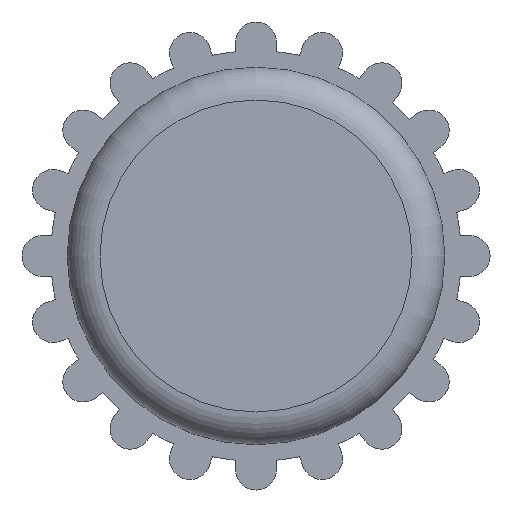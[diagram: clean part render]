
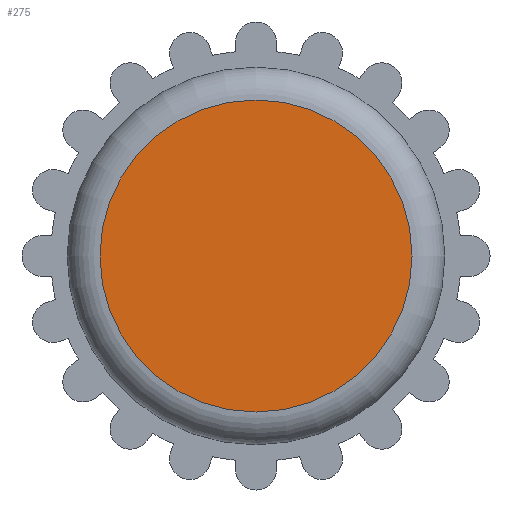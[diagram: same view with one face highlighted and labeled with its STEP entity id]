
A CAD part, front view. The second image highlights one B-rep face of the part: STEP entity #275.
In plain terms, the highlighted planar face has unit normal (0, -1, 0).
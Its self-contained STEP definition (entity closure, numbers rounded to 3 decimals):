
#275 = ADVANCED_FACE( '', ( #552 ), #553, .F. );
#552 = FACE_OUTER_BOUND( '', #825, .T. );
#553 = PLANE( '', #826 );
#825 = EDGE_LOOP( '', ( #1645 ) );
#826 = AXIS2_PLACEMENT_3D( '', #1646, #1647, #1648 );
#1645 = ORIENTED_EDGE( '', *, *, #1974, .T. );
#1646 = CARTESIAN_POINT( '', ( 9.5, 0., 0. ) );
#1647 = DIRECTION( '', ( 0., 1., 0. ) );
#1648 = DIRECTION( '', ( 0., 0., 1. ) );
#1974 = EDGE_CURVE( '', #2470, #2470, #2471, .T. );
#2470 = VERTEX_POINT( '', #3117 );
#2471 = CIRCLE( '', #3118, 9.5 );
#3117 = CARTESIAN_POINT( '', ( 0., 0., -9.5 ) );
#3118 = AXIS2_PLACEMENT_3D( '', #3567, #3568, #3569 );
#3567 = CARTESIAN_POINT( '', ( 0., 0., 0. ) );
#3568 = DIRECTION( '', ( 0., -1., 0. ) );
#3569 = DIRECTION( '', ( 0., 0., -1. ) );
